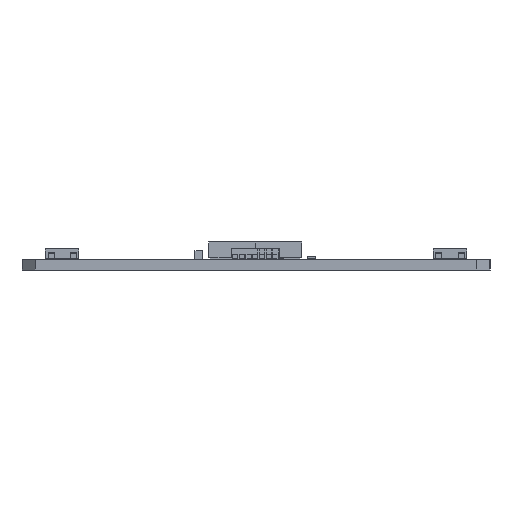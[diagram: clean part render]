
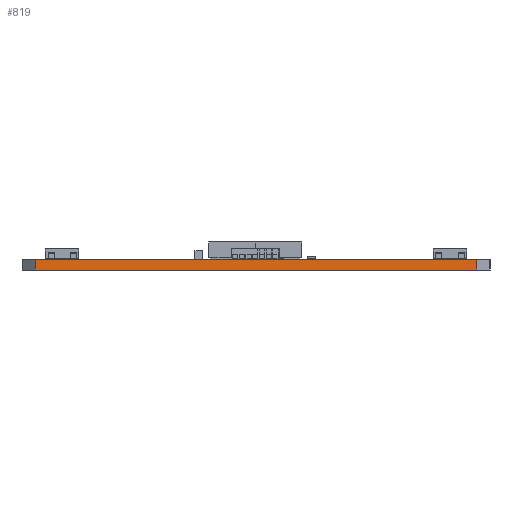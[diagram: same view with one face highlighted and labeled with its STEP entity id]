
A CAD part, front view. The second image highlights one B-rep face of the part: STEP entity #819.
In plain terms, the highlighted planar face has unit normal (0, -1, 0).
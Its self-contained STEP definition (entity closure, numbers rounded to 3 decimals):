
#819=ADVANCED_FACE('',(#1558),#12775,.T.);
#1558=FACE_OUTER_BOUND('',#2336,.T.);
#2336=EDGE_LOOP('',(#6492,#6493,#6494,#6495));
#6492=ORIENTED_EDGE('',*,*,#8584,.F.);
#6493=ORIENTED_EDGE('',*,*,#8235,.T.);
#6494=ORIENTED_EDGE('',*,*,#8585,.T.);
#6495=ORIENTED_EDGE('',*,*,#8581,.F.);
#8235=EDGE_CURVE('',#11748,#11915,#10319,.T.);
#8581=EDGE_CURVE('',#11870,#12037,#10665,.T.);
#8584=EDGE_CURVE('',#11748,#11870,#10668,.T.);
#8585=EDGE_CURVE('',#11915,#12037,#10669,.T.);
#10319=B_SPLINE_CURVE_WITH_KNOTS('',1,(#22316,#22317),.UNSPECIFIED.,.F.,
 .F.,(2,2),(0.,1.58),.UNSPECIFIED.);
#10665=B_SPLINE_CURVE_WITH_KNOTS('',1,(#23008,#23009),.UNSPECIFIED.,.F.,
 .F.,(2,2),(0.,1.58),.UNSPECIFIED.);
#10668=B_SPLINE_CURVE_WITH_KNOTS('',1,(#23014,#23015,#23016,#23017,#23018,
#23019),.UNSPECIFIED.,.F.,.F.,(2,1,1,1,1,2),(0.,4.133,10.,56.,
61.867,66.),.UNSPECIFIED.);
#10669=B_SPLINE_CURVE_WITH_KNOTS('',1,(#23020,#23021,#23022,#23023,#23024,
#23025),.UNSPECIFIED.,.F.,.F.,(2,1,1,1,1,2),(0.,4.133,10.,56.,
61.867,66.),.UNSPECIFIED.);
#11748=VERTEX_POINT('',#21736);
#11870=VERTEX_POINT('',#21858);
#11915=VERTEX_POINT('',#21903);
#12037=VERTEX_POINT('',#22025);
#12775=PLANE('',#13382);
#13382=AXIS2_PLACEMENT_3D('',#21690,#13972,$);
#13972=DIRECTION('',(0.,-1.,0.));
#21690=CARTESIAN_POINT('',(107.507,-60.063,-2.199));
#21736=CARTESIAN_POINT('',(85.104,-60.063,0.));
#21858=CARTESIAN_POINT('',(19.104,-60.063,0.));
#21903=CARTESIAN_POINT('',(85.104,-60.063,1.58));
#22025=CARTESIAN_POINT('',(19.104,-60.063,1.58));
#22316=CARTESIAN_POINT('',(85.104,-60.063,0.));
#22317=CARTESIAN_POINT('',(85.104,-60.063,1.58));
#23008=CARTESIAN_POINT('',(19.104,-60.063,0.));
#23009=CARTESIAN_POINT('',(19.104,-60.063,1.58));
#23014=CARTESIAN_POINT('',(85.104,-60.063,0.));
#23015=CARTESIAN_POINT('',(80.971,-60.063,0.));
#23016=CARTESIAN_POINT('',(75.104,-60.063,0.));
#23017=CARTESIAN_POINT('',(29.104,-60.063,0.));
#23018=CARTESIAN_POINT('',(23.236,-60.063,0.));
#23019=CARTESIAN_POINT('',(19.104,-60.063,0.));
#23020=CARTESIAN_POINT('',(85.104,-60.063,1.58));
#23021=CARTESIAN_POINT('',(80.971,-60.063,1.58));
#23022=CARTESIAN_POINT('',(75.104,-60.063,1.58));
#23023=CARTESIAN_POINT('',(29.104,-60.063,1.58));
#23024=CARTESIAN_POINT('',(23.236,-60.063,1.58));
#23025=CARTESIAN_POINT('',(19.104,-60.063,1.58));
